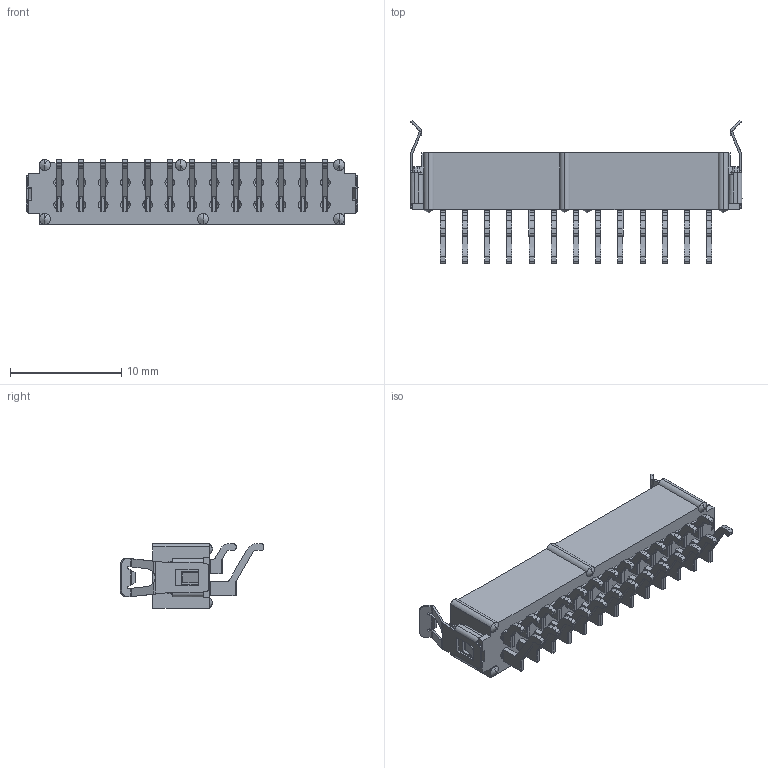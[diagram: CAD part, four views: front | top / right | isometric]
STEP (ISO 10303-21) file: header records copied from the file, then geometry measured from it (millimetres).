
FILE_DESCRIPTION((''),'2;1');
FILE_NAME('M80-6652005_ASM','2011-09-13T',('wbourne'),(''),'PRO/ENGINEER BY PARAMETRIC TECHNOLOGY CORPORATION, 2010280','PRO/ENGINEER BY PARAMETRIC TECHNOLOGY CORPORATION, 2010280','');
FILE_SCHEMA(('CONFIG_CONTROL_DESIGN','SHAPE_APPEARANCE_LAYERS_GROUPS'));
Length unit declared in the file: millimetre
Products named in the file (5): M80-1022698_SEPARATE_ROWS; M80-2340005; M80-2350005; M80-001XXXX; M80-6652005_ASM
Assembly tree (29 placements, depth 2):
  M80-6652005_ASM
    M80-1022698_SEPARATE_ROWS
    M80-2340005  x13
    M80-2350005  x13
    M80-001XXXX  x2
Bounding box: 29.9 x 12.95 x 5.85 mm (x, y, z)
Volume: 502.6 mm3; surface area: 1647.7 mm2
Topology: 29 solids, 29 shells, 1748 faces, 4789 edges, 3058 vertices
Faces by surface type: plane 1130, cylinder 486, cone 132
Entity records: 17532 total; most frequent: CARTESIAN_POINT 2651, DIRECTION 2264, ORIENTED_EDGE 2232, PRESENTATION_STYLE_ASSIGNMENT 1164, STYLED_ITEM 1120, CURVE_STYLE 1116, EDGE_CURVE 1116, AXIS2_PLACEMENT_3D 757
